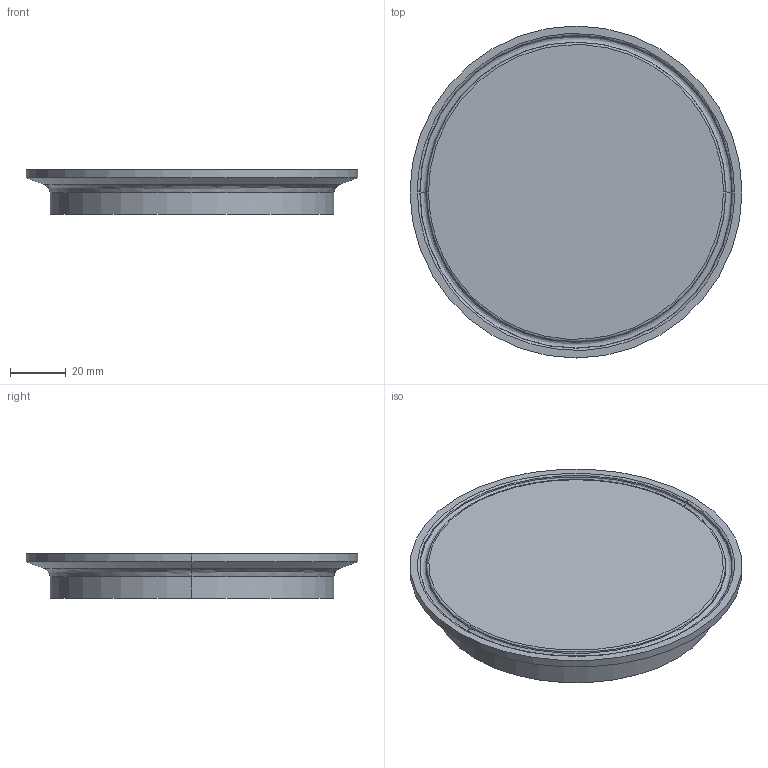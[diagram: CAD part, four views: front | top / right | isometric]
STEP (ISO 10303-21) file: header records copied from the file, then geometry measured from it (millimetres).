
FILE_DESCRIPTION (( 'STEP AP214' ), '1' );
FILE_NAME ('4 IN S-line df.STEP', '2017-11-16T23:29:53', ( '' ), ( '' ), 'SwSTEP 2.0', 'SolidWorks 2014', '' );
FILE_SCHEMA (( 'AUTOMOTIVE_DESIGN' ));
Length unit declared in the file: inch
Products named in the file (1): 4 IN S-line df
Bounding box: 118.92 x 118.92 x 15.88 mm (x, y, z)
Volume: 140931.8 mm3; surface area: 26964.1 mm2
Topology: 1 solids, 1 shells, 21 faces, 44 edges, 26 vertices
Faces by surface type: bspline 8, cone 6, cylinder 4, plane 3
Entity records: 696 total; most frequent: CARTESIAN_POINT 224, DIRECTION 98, ORIENTED_EDGE 88, AXIS2_PLACEMENT_3D 44, EDGE_CURVE 44, CIRCLE 30, VERTEX_POINT 26, EDGE_LOOP 22
